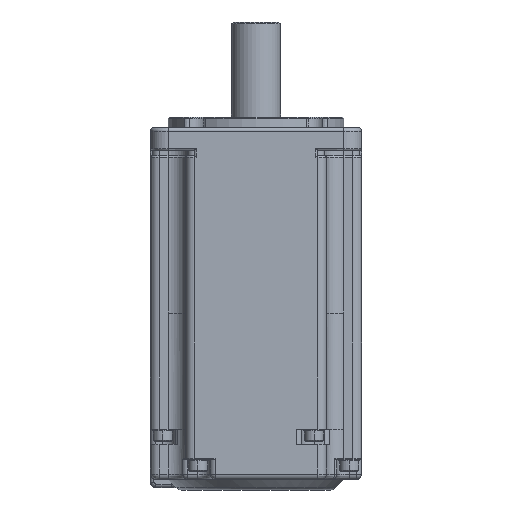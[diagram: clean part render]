
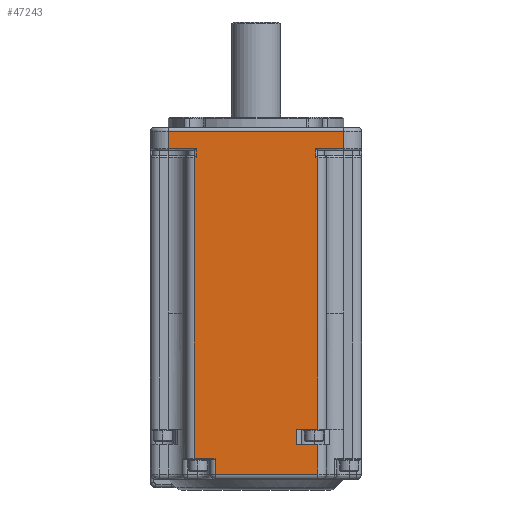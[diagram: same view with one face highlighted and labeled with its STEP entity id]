
A CAD part, front view. The second image highlights one B-rep face of the part: STEP entity #47243.
In plain terms, the highlighted planar face has unit normal (0, -1, 0).
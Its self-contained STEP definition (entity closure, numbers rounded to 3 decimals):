
#2083=CARTESIAN_POINT('',(-132.5,-30.,-112.6));
#2084=VERTEX_POINT('',#2083);
#2110=CARTESIAN_POINT('',(-161.5,-30.,-112.6));
#2111=VERTEX_POINT('',#2110);
#2112=CARTESIAN_POINT('',(-132.5,-30.,-112.6));
#2113=DIRECTION('',(-1.,0.,0.));
#2114=VECTOR('',#2113,29.);
#2115=LINE('',#2112,#2114);
#2116=EDGE_CURVE('',#2084,#2111,#2115,.T.);
#3734=CARTESIAN_POINT('',(-132.5,-30.,-104.1));
#3735=VERTEX_POINT('',#3734);
#3743=CARTESIAN_POINT('',(-132.5,-30.,-104.1));
#3744=DIRECTION('',(0.,0.,-1.));
#3745=VECTOR('',#3744,8.5);
#3746=LINE('',#3743,#3745);
#3747=EDGE_CURVE('',#3735,#2084,#3746,.T.);
#4318=CARTESIAN_POINT('',(-138.5,-30.,-104.1));
#4319=VERTEX_POINT('',#4318);
#4327=CARTESIAN_POINT('',(-138.5,-30.,-104.1));
#4328=DIRECTION('',(1.,0.,0.));
#4329=VECTOR('',#4328,6.);
#4330=LINE('',#4327,#4329);
#4331=EDGE_CURVE('',#4319,#3735,#4330,.T.);
#4352=CARTESIAN_POINT('',(-132.5,-30.,-99.8));
#4353=VERTEX_POINT('',#4352);
#4361=CARTESIAN_POINT('',(-138.5,-30.,-99.8));
#4362=VERTEX_POINT('',#4361);
#4363=CARTESIAN_POINT('',(-132.5,-30.,-99.8));
#4364=DIRECTION('',(-1.,0.,0.));
#4365=VECTOR('',#4364,6.);
#4366=LINE('',#4363,#4365);
#4367=EDGE_CURVE('',#4353,#4362,#4366,.T.);
#4802=CARTESIAN_POINT('',(-167.5,-30.,-108.1));
#4803=VERTEX_POINT('',#4802);
#4821=CARTESIAN_POINT('',(-162.597,-30.,-108.1));
#4822=VERTEX_POINT('',#4821);
#4830=CARTESIAN_POINT('',(-162.597,-30.,-108.1));
#4831=DIRECTION('',(-1.,0.,0.));
#4832=VECTOR('',#4831,4.903);
#4833=LINE('',#4830,#4832);
#4834=EDGE_CURVE('',#4822,#4803,#4833,.T.);
#5027=CARTESIAN_POINT('',(-161.5,-30.,-108.3));
#5028=VERTEX_POINT('',#5027);
#5038=CARTESIAN_POINT('',(-161.5,-30.,-108.3));
#5039=CARTESIAN_POINT('',(-161.542,-30.,-108.25));
#5040=CARTESIAN_POINT('',(-162.364,-30.,-108.1));
#5041=CARTESIAN_POINT('',(-162.597,-30.,-108.1));
#5042=B_SPLINE_CURVE_WITH_KNOTS('',3,(#5038,#5039,#5040,#5041),.UNSPECIFIED.,.F.,.U.,(4,4),(0.,1.),.UNSPECIFIED.);
#5043=EDGE_CURVE('',#5028,#4822,#5042,.T.);
#5064=CARTESIAN_POINT('',(-161.5,-30.,-112.6));
#5065=DIRECTION('',(0.,0.,1.));
#5066=VECTOR('',#5065,4.3);
#5067=LINE('',#5064,#5066);
#5068=EDGE_CURVE('',#2111,#5028,#5067,.T.);
#5085=CARTESIAN_POINT('',(-138.5,-30.,-99.8));
#5086=DIRECTION('',(0.,0.,-1.));
#5087=VECTOR('',#5086,4.3);
#5088=LINE('',#5085,#5087);
#5089=EDGE_CURVE('',#4362,#4319,#5088,.T.);
#45646=CARTESIAN_POINT('',(-132.5,-30.,-22.6));
#45647=VERTEX_POINT('',#45646);
#45655=CARTESIAN_POINT('',(-132.5,-30.,-99.8));
#45656=DIRECTION('',(0.,0.,1.));
#45657=VECTOR('',#45656,77.2);
#45658=LINE('',#45655,#45657);
#45659=EDGE_CURVE('',#4353,#45647,#45658,.T.);
#45728=CARTESIAN_POINT('',(-167.5,-30.,-22.6));
#45729=VERTEX_POINT('',#45728);
#45730=CARTESIAN_POINT('',(-167.5,-30.,-108.1));
#45731=DIRECTION('',(0.,0.,1.));
#45732=VECTOR('',#45731,85.5);
#45733=LINE('',#45730,#45732);
#45734=EDGE_CURVE('',#4803,#45729,#45733,.T.);
#46422=CARTESIAN_POINT('',(-125.,-30.,-15.1));
#46423=VERTEX_POINT('',#46422);
#46424=CARTESIAN_POINT('',(-125.,-30.,-20.1));
#46425=VERTEX_POINT('',#46424);
#46426=CARTESIAN_POINT('',(-125.,-30.,-15.1));
#46427=DIRECTION('',(0.,0.,-1.));
#46428=VECTOR('',#46427,5.);
#46429=LINE('',#46426,#46428);
#46430=EDGE_CURVE('',#46423,#46425,#46429,.T.);
#47165=CARTESIAN_POINT('',(-150.,-30.,-63.85));
#47166=DIRECTION('',(0.,0.,-1.));
#47167=DIRECTION('',(0.,-1.,0.));
#47168=AXIS2_PLACEMENT_3D('',#47165,#47167,#47166);
#47169=PLANE('',#47168);
#47170=CARTESIAN_POINT('',(-133.,-30.,-22.6));
#47171=VERTEX_POINT('',#47170);
#47172=CARTESIAN_POINT('',(-133.,-30.,-22.6));
#47173=DIRECTION('',(1.,0.,0.));
#47174=VECTOR('',#47173,0.5);
#47175=LINE('',#47172,#47174);
#47176=EDGE_CURVE('',#47171,#45647,#47175,.T.);
#47177=ORIENTED_EDGE('',*,*,#47176,.F.);
#47178=CARTESIAN_POINT('',(-133.,-30.,-20.1));
#47179=VERTEX_POINT('',#47178);
#47180=CARTESIAN_POINT('',(-133.,-30.,-20.1));
#47181=DIRECTION('',(0.,0.,-1.));
#47182=VECTOR('',#47181,2.5);
#47183=LINE('',#47180,#47182);
#47184=EDGE_CURVE('',#47179,#47171,#47183,.T.);
#47185=ORIENTED_EDGE('',*,*,#47184,.F.);
#47186=CARTESIAN_POINT('',(-125.,-30.,-20.1));
#47187=DIRECTION('',(-1.,0.,0.));
#47188=VECTOR('',#47187,8.);
#47189=LINE('',#47186,#47188);
#47190=EDGE_CURVE('',#46425,#47179,#47189,.T.);
#47191=ORIENTED_EDGE('',*,*,#47190,.F.);
#47192=ORIENTED_EDGE('',*,*,#46430,.F.);
#47193=CARTESIAN_POINT('',(-175.,-30.,-15.1));
#47194=VERTEX_POINT('',#47193);
#47195=CARTESIAN_POINT('',(-175.,-30.,-15.1));
#47196=DIRECTION('',(1.,0.,0.));
#47197=VECTOR('',#47196,50.);
#47198=LINE('',#47195,#47197);
#47199=EDGE_CURVE('',#47194,#46423,#47198,.T.);
#47200=ORIENTED_EDGE('',*,*,#47199,.F.);
#47201=CARTESIAN_POINT('',(-175.,-30.,-20.1));
#47202=VERTEX_POINT('',#47201);
#47203=CARTESIAN_POINT('',(-175.,-30.,-20.1));
#47204=DIRECTION('',(0.,0.,1.));
#47205=VECTOR('',#47204,5.);
#47206=LINE('',#47203,#47205);
#47207=EDGE_CURVE('',#47202,#47194,#47206,.T.);
#47208=ORIENTED_EDGE('',*,*,#47207,.F.);
#47209=CARTESIAN_POINT('',(-167.,-30.,-20.1));
#47210=VERTEX_POINT('',#47209);
#47211=CARTESIAN_POINT('',(-167.,-30.,-20.1));
#47212=DIRECTION('',(-1.,0.,0.));
#47213=VECTOR('',#47212,8.);
#47214=LINE('',#47211,#47213);
#47215=EDGE_CURVE('',#47210,#47202,#47214,.T.);
#47216=ORIENTED_EDGE('',*,*,#47215,.F.);
#47217=CARTESIAN_POINT('',(-167.,-30.,-22.6));
#47218=VERTEX_POINT('',#47217);
#47219=CARTESIAN_POINT('',(-167.,-30.,-22.6));
#47220=DIRECTION('',(0.,0.,1.));
#47221=VECTOR('',#47220,2.5);
#47222=LINE('',#47219,#47221);
#47223=EDGE_CURVE('',#47218,#47210,#47222,.T.);
#47224=ORIENTED_EDGE('',*,*,#47223,.F.);
#47225=CARTESIAN_POINT('',(-167.5,-30.,-22.6));
#47226=DIRECTION('',(1.,0.,0.));
#47227=VECTOR('',#47226,0.5);
#47228=LINE('',#47225,#47227);
#47229=EDGE_CURVE('',#45729,#47218,#47228,.T.);
#47230=ORIENTED_EDGE('',*,*,#47229,.F.);
#47231=ORIENTED_EDGE('',*,*,#45734,.F.);
#47232=ORIENTED_EDGE('',*,*,#4834,.F.);
#47233=ORIENTED_EDGE('',*,*,#5043,.F.);
#47234=ORIENTED_EDGE('',*,*,#5068,.F.);
#47235=ORIENTED_EDGE('',*,*,#2116,.F.);
#47236=ORIENTED_EDGE('',*,*,#3747,.F.);
#47237=ORIENTED_EDGE('',*,*,#4331,.F.);
#47238=ORIENTED_EDGE('',*,*,#5089,.F.);
#47239=ORIENTED_EDGE('',*,*,#4367,.F.);
#47240=ORIENTED_EDGE('',*,*,#45659,.T.);
#47241=EDGE_LOOP('',(#47177,#47185,#47191,#47192,#47200,#47208,#47216,#47224,#47230,#47231,#47232,#47233,#47234,#47235,#47236,#47237,#47238,#47239,#47240));
#47242=FACE_OUTER_BOUND('',#47241,.T.);
#47243=ADVANCED_FACE('',(#47242),#47169,.T.);
